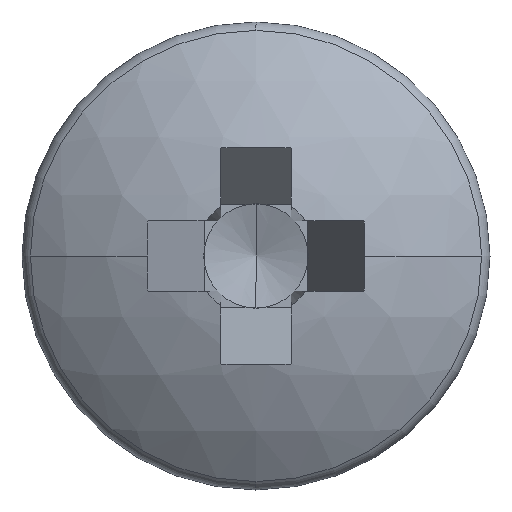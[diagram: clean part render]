
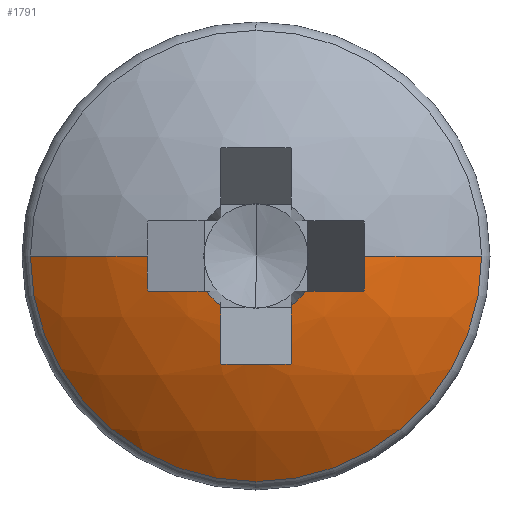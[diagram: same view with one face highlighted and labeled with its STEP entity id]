
A CAD part, left-side view. The second image highlights one B-rep face of the part: STEP entity #1791.
In plain terms, the highlighted spherical face has radius 2.5 mm.
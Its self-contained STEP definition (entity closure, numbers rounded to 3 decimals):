
#14 = DIRECTION ( 'NONE',  ( 0., 0., 1. ) ) ;
#39 = ORIENTED_EDGE ( 'NONE', *, *, #973, .F. ) ;
#51 = DIRECTION ( 'NONE',  ( -1., 0., 0. ) ) ;
#76 = DIRECTION ( 'NONE',  ( -0.895, 0., -0.446 ) ) ;
#80 = DIRECTION ( 'NONE',  ( 0., 0., 1. ) ) ;
#112 = CIRCLE ( 'NONE', #883, 2.468 ) ;
#117 = CARTESIAN_POINT ( 'NONE',  ( 2.5, 0., 0. ) ) ;
#118 = CARTESIAN_POINT ( 'NONE',  ( 0.113, -0.744, 0. ) ) ;
#134 = CARTESIAN_POINT ( 'NONE',  ( 2.5, 0., 0. ) ) ;
#164 = VERTEX_POINT ( 'NONE', #2232 ) ;
#193 = DIRECTION ( 'NONE',  ( 0.446, -0.895, 0. ) ) ;
#314 = EDGE_CURVE ( 'NONE', #702, #683, #1798, .T. ) ;
#372 = AXIS2_PLACEMENT_3D ( 'NONE', #1571, #1533, #1743 ) ;
#380 = ORIENTED_EDGE ( 'NONE', *, *, #1508, .T. ) ;
#386 = CARTESIAN_POINT ( 'NONE',  ( 2.5, 0., 0. ) ) ;
#400 = AXIS2_PLACEMENT_3D ( 'NONE', #1250, #14, #464 ) ;
#402 = CIRCLE ( 'NONE', #1628, 2.468 ) ;
#426 = CIRCLE ( 'NONE', #2497, 1.543 ) ;
#464 = DIRECTION ( 'NONE',  ( 1., 0., 0. ) ) ;
#477 = AXIS2_PLACEMENT_3D ( 'NONE', #499, #1949, #1971 ) ;
#499 = CARTESIAN_POINT ( 'NONE',  ( 0.035, 0., 0. ) ) ;
#504 = CIRCLE ( 'NONE', #2212, 2.5 ) ;
#537 = DIRECTION ( 'NONE',  ( 1., 0., 0. ) ) ;
#540 = VERTEX_POINT ( 'NONE', #118 ) ;
#589 = FACE_OUTER_BOUND ( 'NONE', #2340, .T. ) ;
#600 = CARTESIAN_POINT ( 'NONE',  ( 2.5, 0.24, 0. ) ) ;
#613 = CARTESIAN_POINT ( 'NONE',  ( 0.035, 0.34, -0.24 ) ) ;
#623 = VERTEX_POINT ( 'NONE', #2034 ) ;
#637 = ORIENTED_EDGE ( 'NONE', *, *, #986, .T. ) ;
#683 = VERTEX_POINT ( 'NONE', #778 ) ;
#702 = VERTEX_POINT ( 'NONE', #2680 ) ;
#709 = DIRECTION ( 'NONE',  ( 0., 1., 0. ) ) ;
#778 = CARTESIAN_POINT ( 'NONE',  ( 0.533, -1.543, 0. ) ) ;
#822 = VERTEX_POINT ( 'NONE', #2085 ) ;
#858 = DIRECTION ( 'NONE',  ( -1., 0., 0. ) ) ;
#864 = CIRCLE ( 'NONE', #372, 0.416 ) ;
#868 = DIRECTION ( 'NONE',  ( 0., 0., 1. ) ) ;
#883 = AXIS2_PLACEMENT_3D ( 'NONE', #1027, #193, #1225 ) ;
#893 = CARTESIAN_POINT ( 'NONE',  ( 2.322, 0., 0.358 ) ) ;
#922 = VERTEX_POINT ( 'NONE', #1355 ) ;
#930 = CIRCLE ( 'NONE', #2336, 2.468 ) ;
#948 = CARTESIAN_POINT ( 'NONE',  ( 2.322, -0.358, 0. ) ) ;
#973 = EDGE_CURVE ( 'NONE', #2548, #822, #2275, .T. ) ;
#986 = EDGE_CURVE ( 'NONE', #623, #822, #930, .T. ) ;
#1027 = CARTESIAN_POINT ( 'NONE',  ( 2.322, 0.358, 0. ) ) ;
#1059 = CARTESIAN_POINT ( 'NONE',  ( 0.124, 0.24, -0.738 ) ) ;
#1183 = VERTEX_POINT ( 'NONE', #613 ) ;
#1186 = DIRECTION ( 'NONE',  ( 0., 1., 0. ) ) ;
#1205 = VERTEX_POINT ( 'NONE', #2073 ) ;
#1225 = DIRECTION ( 'NONE',  ( 0.895, 0.446, 0. ) ) ;
#1228 = CARTESIAN_POINT ( 'NONE',  ( 0.533, 1.543, 0. ) ) ;
#1237 = AXIS2_PLACEMENT_3D ( 'NONE', #600, #1689, #2720 ) ;
#1243 = ORIENTED_EDGE ( 'NONE', *, *, #1681, .F. ) ;
#1250 = CARTESIAN_POINT ( 'NONE',  ( 2.5, 0., -0.24 ) ) ;
#1285 = EDGE_CURVE ( 'NONE', #623, #1183, #1374, .T. ) ;
#1299 = CARTESIAN_POINT ( 'NONE',  ( 0.533, 0., 0. ) ) ;
#1337 = DIRECTION ( 'NONE',  ( 0.446, 0., -0.895 ) ) ;
#1355 = CARTESIAN_POINT ( 'NONE',  ( 0.124, -0.24, -0.738 ) ) ;
#1374 = CIRCLE ( 'NONE', #400, 2.488 ) ;
#1508 = EDGE_CURVE ( 'NONE', #2548, #702, #426, .T. ) ;
#1533 = DIRECTION ( 'NONE',  ( -1., 0., 0. ) ) ;
#1571 = CARTESIAN_POINT ( 'NONE',  ( 0.035, 0., 0. ) ) ;
#1599 = ORIENTED_EDGE ( 'NONE', *, *, #2363, .F. ) ;
#1628 = AXIS2_PLACEMENT_3D ( 'NONE', #893, #1337, #76 ) ;
#1674 = EDGE_CURVE ( 'NONE', #1205, #164, #1815, .T. ) ;
#1680 = AXIS2_PLACEMENT_3D ( 'NONE', #2139, #2561, #1721 ) ;
#1681 = EDGE_CURVE ( 'NONE', #922, #1205, #1746, .T. ) ;
#1689 = DIRECTION ( 'NONE',  ( 0., -1., 0. ) ) ;
#1692 = ORIENTED_EDGE ( 'NONE', *, *, #2578, .T. ) ;
#1721 = DIRECTION ( 'NONE',  ( 1., 0., 0. ) ) ;
#1743 = DIRECTION ( 'NONE',  ( 0., 0., -1. ) ) ;
#1746 = CIRCLE ( 'NONE', #2583, 2.488 ) ;
#1761 = CARTESIAN_POINT ( 'NONE',  ( 2.5, -0.24, 0. ) ) ;
#1779 = CIRCLE ( 'NONE', #1680, 2.488 ) ;
#1783 = ORIENTED_EDGE ( 'NONE', *, *, #2460, .F. ) ;
#1791 = ADVANCED_FACE ( 'NONE', ( #589 ), #2407, .T. ) ;
#1798 = CIRCLE ( 'NONE', #1936, 1.543 ) ;
#1808 = DIRECTION ( 'NONE',  ( -0.895, 0.446, 0. ) ) ;
#1815 = CIRCLE ( 'NONE', #477, 0.416 ) ;
#1857 = EDGE_CURVE ( 'NONE', #540, #2636, #112, .T. ) ;
#1894 = ORIENTED_EDGE ( 'NONE', *, *, #1674, .F. ) ;
#1935 = DIRECTION ( 'NONE',  ( 0., 0., 1. ) ) ;
#1936 = AXIS2_PLACEMENT_3D ( 'NONE', #1299, #858, #868 ) ;
#1949 = DIRECTION ( 'NONE',  ( -1., 0., 0. ) ) ;
#1952 = ORIENTED_EDGE ( 'NONE', *, *, #1285, .F. ) ;
#1971 = DIRECTION ( 'NONE',  ( 0., 0., -1. ) ) ;
#1990 = ORIENTED_EDGE ( 'NONE', *, *, #2093, .T. ) ;
#1995 = DIRECTION ( 'NONE',  ( 0., 0., 1. ) ) ;
#2008 = EDGE_CURVE ( 'NONE', #164, #2636, #1779, .T. ) ;
#2014 = VERTEX_POINT ( 'NONE', #2568 ) ;
#2032 = DIRECTION ( 'NONE',  ( 0., 0., -1. ) ) ;
#2034 = CARTESIAN_POINT ( 'NONE',  ( 0.124, 0.738, -0.24 ) ) ;
#2073 = CARTESIAN_POINT ( 'NONE',  ( 0.035, -0.24, -0.34 ) ) ;
#2085 = CARTESIAN_POINT ( 'NONE',  ( 0.113, 0.744, 0. ) ) ;
#2093 = EDGE_CURVE ( 'NONE', #922, #2622, #402, .T. ) ;
#2096 = CIRCLE ( 'NONE', #1237, 2.488 ) ;
#2139 = CARTESIAN_POINT ( 'NONE',  ( 2.5, 0., -0.24 ) ) ;
#2189 = AXIS2_PLACEMENT_3D ( 'NONE', #134, #1995, #537 ) ;
#2212 = AXIS2_PLACEMENT_3D ( 'NONE', #386, #2249, #1186 ) ;
#2232 = CARTESIAN_POINT ( 'NONE',  ( 0.035, -0.34, -0.24 ) ) ;
#2249 = DIRECTION ( 'NONE',  ( 0., 0., -1. ) ) ;
#2275 = CIRCLE ( 'NONE', #2189, 2.5 ) ;
#2336 = AXIS2_PLACEMENT_3D ( 'NONE', #948, #2634, #1808 ) ;
#2340 = EDGE_LOOP ( 'NONE', ( #380, #2572, #1692, #2682, #2654, #1894, #1243, #1990, #1599, #1783, #1952, #637, #39 ) ) ;
#2350 = CARTESIAN_POINT ( 'NONE',  ( 0.533, 0., 0. ) ) ;
#2363 = EDGE_CURVE ( 'NONE', #2014, #2622, #2096, .T. ) ;
#2374 = CARTESIAN_POINT ( 'NONE',  ( 0.124, -0.738, -0.24 ) ) ;
#2407 = SPHERICAL_SURFACE ( 'NONE', #2713, 2.5 ) ;
#2460 = EDGE_CURVE ( 'NONE', #1183, #2014, #864, .T. ) ;
#2461 = DIRECTION ( 'NONE',  ( 0., 1., 0. ) ) ;
#2497 = AXIS2_PLACEMENT_3D ( 'NONE', #2350, #51, #1935 ) ;
#2548 = VERTEX_POINT ( 'NONE', #1228 ) ;
#2561 = DIRECTION ( 'NONE',  ( 0., 0., 1. ) ) ;
#2568 = CARTESIAN_POINT ( 'NONE',  ( 0.035, 0.24, -0.34 ) ) ;
#2572 = ORIENTED_EDGE ( 'NONE', *, *, #314, .T. ) ;
#2578 = EDGE_CURVE ( 'NONE', #683, #540, #504, .T. ) ;
#2583 = AXIS2_PLACEMENT_3D ( 'NONE', #1761, #709, #80 ) ;
#2622 = VERTEX_POINT ( 'NONE', #1059 ) ;
#2634 = DIRECTION ( 'NONE',  ( 0.446, 0.895, 0. ) ) ;
#2636 = VERTEX_POINT ( 'NONE', #2374 ) ;
#2654 = ORIENTED_EDGE ( 'NONE', *, *, #2008, .F. ) ;
#2680 = CARTESIAN_POINT ( 'NONE',  ( 0.533, 0., -1.543 ) ) ;
#2682 = ORIENTED_EDGE ( 'NONE', *, *, #1857, .T. ) ;
#2713 = AXIS2_PLACEMENT_3D ( 'NONE', #117, #2032, #2461 ) ;
#2720 = DIRECTION ( 'NONE',  ( 0., 0., -1. ) ) ;
